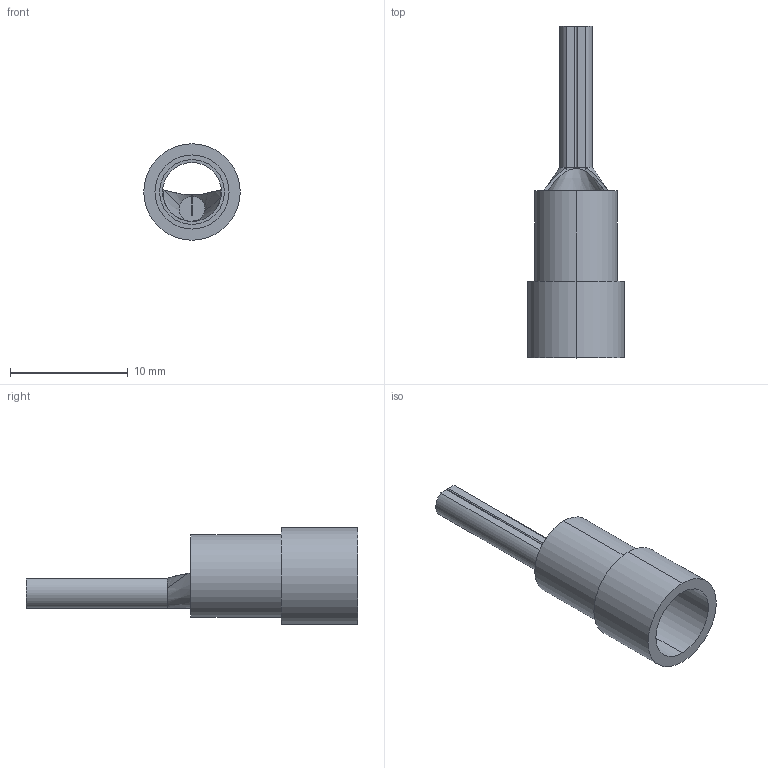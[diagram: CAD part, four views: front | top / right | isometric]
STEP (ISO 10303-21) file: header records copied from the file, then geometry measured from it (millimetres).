
FILE_DESCRIPTION (( 'STEP AP214' ), '1' );
FILE_NAME ('V70SS004003.step', '2017-09-28T13:32:09', ( '' ), ( '' ), 'SwSTEP 2.0', 'SolidWorks 2017', '' );
FILE_SCHEMA (( 'AUTOMOTIVE_DESIGN' ));
Length unit declared in the file: millimetre
Products named in the file (1): V70SS004003
Bounding box: 8.2 x 28.2 x 8.2 mm (x, y, z)
Volume: 368.1 mm3; surface area: 1138.8 mm2
Topology: 4 solids, 4 shells, 43 faces, 97 edges, 64 vertices
Faces by surface type: plane 21, cylinder 16, bspline 6
Entity records: 2336 total; most frequent: CARTESIAN_POINT 1184, ORIENTED_EDGE 194, DIRECTION 191, EDGE_CURVE 97, AXIS2_PLACEMENT_3D 75, VERTEX_POINT 64, EDGE_LOOP 49, ADVANCED_FACE 43
